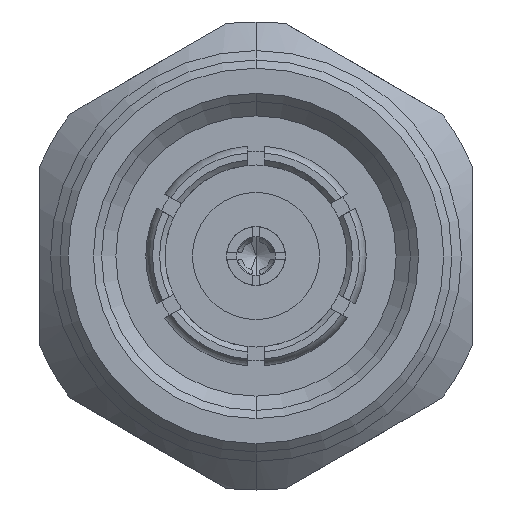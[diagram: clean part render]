
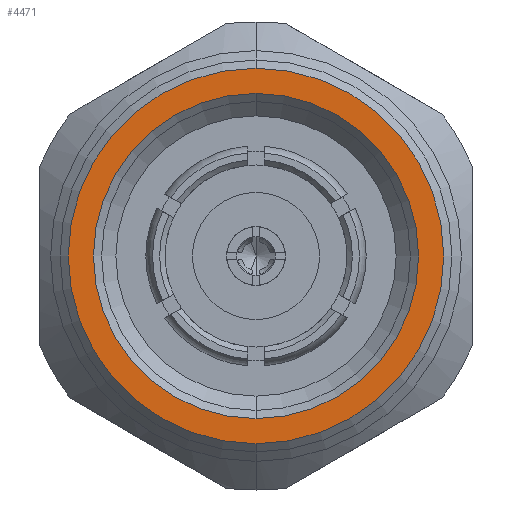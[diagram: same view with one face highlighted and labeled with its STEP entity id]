
A CAD part, left-side view. The second image highlights one B-rep face of the part: STEP entity #4471.
In plain terms, the highlighted planar face has unit normal (-1, 0, 0).
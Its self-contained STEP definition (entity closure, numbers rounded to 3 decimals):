
#30 = CARTESIAN_POINT ( 'NONE',  ( 1359.224, 189.528, -6.9 ) ) ;
#141 = CIRCLE ( 'NONE', #187, 6.9 ) ;
#187 = AXIS2_PLACEMENT_3D ( 'NONE', #2353, #5040, #1916 ) ;
#255 = VERTEX_POINT ( 'NONE', #30 ) ;
#518 = CARTESIAN_POINT ( 'NONE',  ( 1359.224, 189.528, 6.9 ) ) ;
#519 = CIRCLE ( 'NONE', #1366, 5.975 ) ;
#848 = DIRECTION ( 'NONE',  ( 0., 0., 1. ) ) ;
#861 = CARTESIAN_POINT ( 'NONE',  ( 1359.224, 189.528, 0. ) ) ;
#994 = EDGE_CURVE ( 'NONE', #255, #1500, #141, .T. ) ;
#1308 = DIRECTION ( 'NONE',  ( 0., 0., -1. ) ) ;
#1348 = DIRECTION ( 'NONE',  ( 1., 0., 0. ) ) ;
#1366 = AXIS2_PLACEMENT_3D ( 'NONE', #4003, #1348, #4457 ) ;
#1480 = DIRECTION ( 'NONE',  ( 1., 0., 0. ) ) ;
#1500 = VERTEX_POINT ( 'NONE', #518 ) ;
#1530 = ORIENTED_EDGE ( 'NONE', *, *, #5089, .T. ) ;
#1556 = CARTESIAN_POINT ( 'NONE',  ( 1359.224, 189.528, -5.975 ) ) ;
#1721 = PLANE ( 'NONE',  #5651 ) ;
#1916 = DIRECTION ( 'NONE',  ( 0., 0., -1. ) ) ;
#1964 = AXIS2_PLACEMENT_3D ( 'NONE', #861, #3960, #1308 ) ;
#2000 = VERTEX_POINT ( 'NONE', #1556 ) ;
#2353 = CARTESIAN_POINT ( 'NONE',  ( 1359.224, 189.528, 0. ) ) ;
#2558 = VERTEX_POINT ( 'NONE', #3332 ) ;
#2616 = CARTESIAN_POINT ( 'NONE',  ( 1359.224, 196.428, 0. ) ) ;
#3199 = ORIENTED_EDGE ( 'NONE', *, *, #4725, .F. ) ;
#3332 = CARTESIAN_POINT ( 'NONE',  ( 1359.224, 189.528, 5.975 ) ) ;
#3389 = ORIENTED_EDGE ( 'NONE', *, *, #4539, .T. ) ;
#3484 = DIRECTION ( 'NONE',  ( -1., 0., 0. ) ) ;
#3960 = DIRECTION ( 'NONE',  ( 1., 0., 0. ) ) ;
#4003 = CARTESIAN_POINT ( 'NONE',  ( 1359.224, 189.528, 0. ) ) ;
#4133 = CARTESIAN_POINT ( 'NONE',  ( 1359.224, 189.528, 0. ) ) ;
#4162 = EDGE_LOOP ( 'NONE', ( #1530, #3389 ) ) ;
#4457 = DIRECTION ( 'NONE',  ( 0., 0., -1. ) ) ;
#4471 = ADVANCED_FACE ( 'NONE', ( #4480, #5669 ), #1721, .T. ) ;
#4480 = FACE_BOUND ( 'NONE', #4162, .T. ) ;
#4539 = EDGE_CURVE ( 'NONE', #2000, #2558, #519, .T. ) ;
#4552 = CIRCLE ( 'NONE', #5180, 6.9 ) ;
#4579 = DIRECTION ( 'NONE',  ( 0., 0., -1. ) ) ;
#4725 = EDGE_CURVE ( 'NONE', #1500, #255, #4552, .T. ) ;
#4937 = EDGE_LOOP ( 'NONE', ( #5285, #3199 ) ) ;
#5040 = DIRECTION ( 'NONE',  ( 1., 0., 0. ) ) ;
#5089 = EDGE_CURVE ( 'NONE', #2558, #2000, #5127, .T. ) ;
#5127 = CIRCLE ( 'NONE', #1964, 5.975 ) ;
#5180 = AXIS2_PLACEMENT_3D ( 'NONE', #4133, #1480, #4579 ) ;
#5285 = ORIENTED_EDGE ( 'NONE', *, *, #994, .F. ) ;
#5651 = AXIS2_PLACEMENT_3D ( 'NONE', #2616, #3484, #848 ) ;
#5669 = FACE_OUTER_BOUND ( 'NONE', #4937, .T. ) ;
